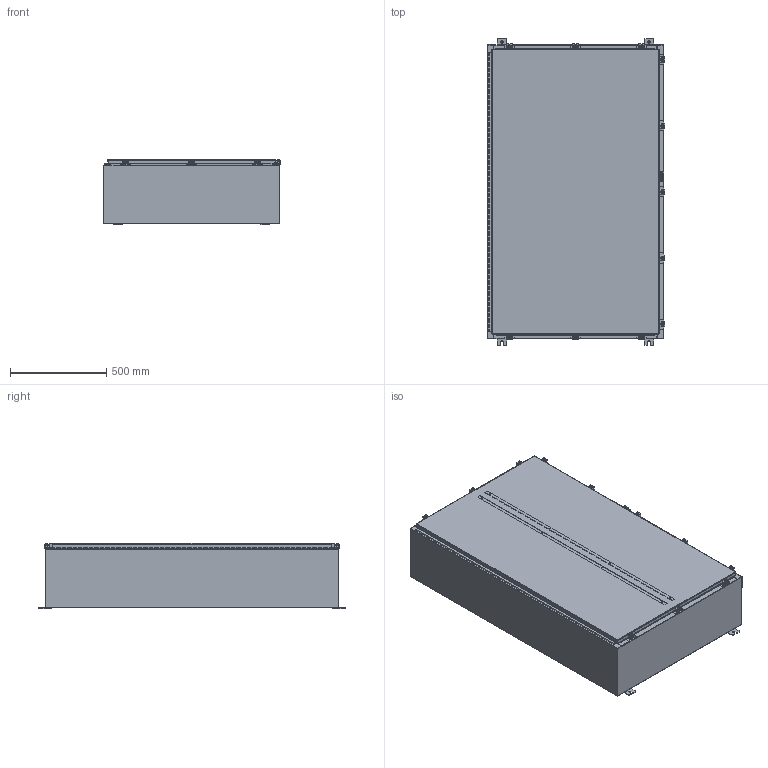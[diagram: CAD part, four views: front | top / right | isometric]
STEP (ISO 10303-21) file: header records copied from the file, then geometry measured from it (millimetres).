
FILE_DESCRIPTION (( 'STEP AP203' ), '1' );
FILE_NAME ('N60H3612ALWP.STEP', '2014-01-29T14:01:55', ( 'changeme' ), ( 'Microsoft' ), 'SwSTEP 2.0', 'SolidWorks 2013', '' );
FILE_SCHEMA (( 'CONFIG_CONTROL_DESIGN' ));
Length unit declared in the file: inch
Products named in the file (21): N60H3612ALWP Clamp Top; N60H3612ALWP Mounting Feet; N60H3612ALWP Clamp Assembly; N60H3612ALWP Door Stiffener; N60H3612ALWP Standard Clamps; N60H3612ALWP Padlock Staple; N60H3612ALWP Cover; N60H3612ALWP Padlock Hasp; N60H3612ALWP Backpanel; N60H3612ALWP Body; N60H3612ALWP Enclosure Stiffener; N60H3612ALWP Mounting Studs; N60H3612ALWP Bottom; N60H3612ALWP Clamp Bracket; N60H3612ALWP Hinge Enclosure Side2; N60H3612ALWP Top; N60H3612ALWP 22101002; N60H3612ALWP Hinge Cover Side; N60H3612ALWP; N60H3612ALWP 22104005_DEFAULT; N60H3612ALWP 125 Pin Hinge
Assembly tree (42 placements, depth 4):
  N60H3612ALWP
    N60H3612ALWP Backpanel
    N60H3612ALWP Mounting Studs  x8
    N60H3612ALWP 125 Pin Hinge
      N60H3612ALWP Hinge Enclosure Side2
      N60H3612ALWP Hinge Cover Side
    N60H3612ALWP Mounting Feet  x4
    N60H3612ALWP Door Stiffener
    N60H3612ALWP Padlock Staple
    N60H3612ALWP Padlock Hasp
    N60H3612ALWP Enclosure Stiffener  x2
    N60H3612ALWP Standard Clamps  x11
      N60H3612ALWP Clamp Bracket
      N60H3612ALWP Clamp Assembly
        N60H3612ALWP 22101002  x2
        N60H3612ALWP 22104005_DEFAULT
        N60H3612ALWP Clamp Top
    N60H3612ALWP Cover
    N60H3612ALWP Body
    N60H3612ALWP Bottom
    N60H3612ALWP Top
Bounding box: 919.75 x 1587.5 x 340.07 mm (x, y, z)
Volume: 13043712.7 mm3; surface area: 12806818.2 mm2
Topology: 79 solids, 79 shells, 3408 faces, 8622 edges, 5418 vertices
Faces by surface type: plane 1766, cylinder 1466, torus 86, cone 82, bspline 8
Entity records: 63015 total; most frequent: DIRECTION 10832, CARTESIAN_POINT 10797, ORIENTED_EDGE 10144, EDGE_CURVE 5072, AXIS2_PLACEMENT_3D 3789, LINE 3254, VECTOR 3254, VERTEX_POINT 3132
